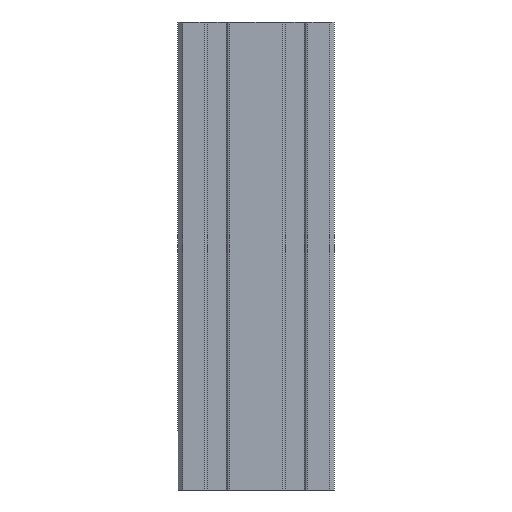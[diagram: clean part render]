
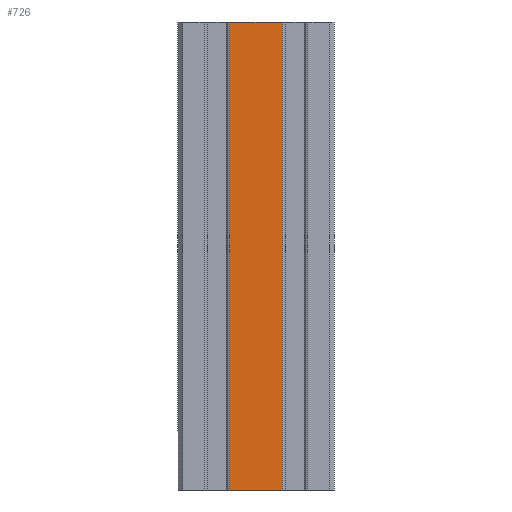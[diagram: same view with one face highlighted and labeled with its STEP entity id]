
A CAD part, front view. The second image highlights one B-rep face of the part: STEP entity #726.
In plain terms, the highlighted planar face has unit normal (0, -1, 0).
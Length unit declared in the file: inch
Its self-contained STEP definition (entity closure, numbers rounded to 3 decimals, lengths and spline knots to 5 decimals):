
#96 = DIRECTION ( 'NONE',  ( 1., 0., 0. ) ) ;
#205 = EDGE_CURVE ( 'NONE', #3763, #1770, #3636, .T. ) ;
#322 = ORIENTED_EDGE ( 'NONE', *, *, #663, .T. ) ;
#403 = CARTESIAN_POINT ( 'NONE',  ( 0.33443, -0.5, -3. ) ) ;
#547 = VECTOR ( 'NONE', #3928, 39.37008 ) ;
#551 = DIRECTION ( 'NONE',  ( -1., 0., 0. ) ) ;
#663 = EDGE_CURVE ( 'NONE', #4073, #3763, #3115, .T. ) ;
#726 = ADVANCED_FACE ( 'NONE', ( #2505 ), #898, .F. ) ;
#779 = ORIENTED_EDGE ( 'NONE', *, *, #1050, .F. ) ;
#838 = LINE ( 'NONE', #2672, #547 ) ;
#898 = PLANE ( 'NONE',  #2940 ) ;
#928 = VECTOR ( 'NONE', #2708, 39.37008 ) ;
#997 = VECTOR ( 'NONE', #2136, 39.37008 ) ;
#1050 = EDGE_CURVE ( 'NONE', #4046, #1770, #838, .T. ) ;
#1256 = CARTESIAN_POINT ( 'NONE',  ( -0.33443, -0.5, -3. ) ) ;
#1401 = EDGE_LOOP ( 'NONE', ( #2741, #779, #2184, #322 ) ) ;
#1770 = VERTEX_POINT ( 'NONE', #403 ) ;
#2060 = CARTESIAN_POINT ( 'NONE',  ( 0.94, -0.5, -3. ) ) ;
#2136 = DIRECTION ( 'NONE',  ( 0., 0., -1. ) ) ;
#2161 = CARTESIAN_POINT ( 'NONE',  ( 0.94, -0.5, 3. ) ) ;
#2176 = DIRECTION ( 'NONE',  ( 0., 1., 0. ) ) ;
#2184 = ORIENTED_EDGE ( 'NONE', *, *, #2386, .F. ) ;
#2386 = EDGE_CURVE ( 'NONE', #4073, #4046, #2601, .T. ) ;
#2505 = FACE_OUTER_BOUND ( 'NONE', #1401, .T. ) ;
#2601 = LINE ( 'NONE', #3596, #3283 ) ;
#2672 = CARTESIAN_POINT ( 'NONE',  ( 0.33443, -0.5, 3. ) ) ;
#2708 = DIRECTION ( 'NONE',  ( 1., 0., 0. ) ) ;
#2741 = ORIENTED_EDGE ( 'NONE', *, *, #205, .T. ) ;
#2940 = AXIS2_PLACEMENT_3D ( 'NONE', #2161, #2176, #551 ) ;
#3115 = LINE ( 'NONE', #3782, #997 ) ;
#3283 = VECTOR ( 'NONE', #96, 39.37008 ) ;
#3596 = CARTESIAN_POINT ( 'NONE',  ( 0.94, -0.5, 3. ) ) ;
#3636 = LINE ( 'NONE', #2060, #928 ) ;
#3763 = VERTEX_POINT ( 'NONE', #1256 ) ;
#3768 = CARTESIAN_POINT ( 'NONE',  ( 0.33443, -0.5, 3. ) ) ;
#3782 = CARTESIAN_POINT ( 'NONE',  ( -0.33443, -0.5, 3. ) ) ;
#3928 = DIRECTION ( 'NONE',  ( 0., 0., -1. ) ) ;
#4046 = VERTEX_POINT ( 'NONE', #3768 ) ;
#4059 = CARTESIAN_POINT ( 'NONE',  ( -0.33443, -0.5, 3. ) ) ;
#4073 = VERTEX_POINT ( 'NONE', #4059 ) ;
